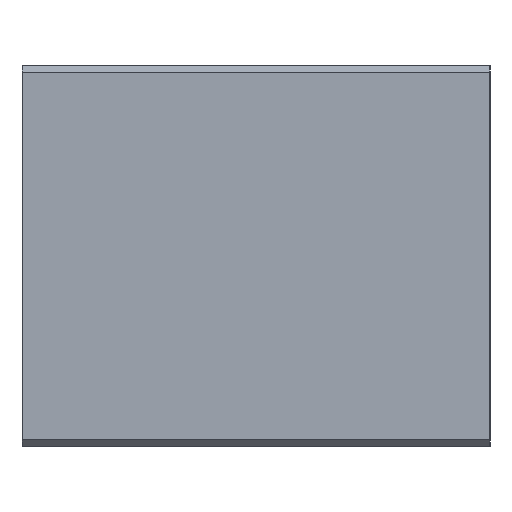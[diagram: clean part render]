
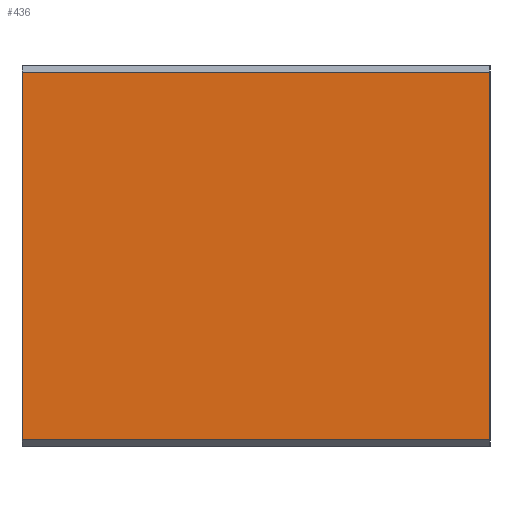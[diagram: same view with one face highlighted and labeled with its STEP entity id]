
A CAD part, left-side view. The second image highlights one B-rep face of the part: STEP entity #436.
In plain terms, the highlighted planar face has unit normal (-1, 0, 0).
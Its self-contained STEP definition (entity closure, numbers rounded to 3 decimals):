
#8 = EDGE_CURVE ( 'NONE', #282, #209, #13, .T. ) ;
#12 = CARTESIAN_POINT ( 'NONE',  ( -14., 14., 5.5 ) ) ;
#13 = LINE ( 'NONE', #535, #221 ) ;
#20 = DIRECTION ( 'NONE',  ( 0., 0., 1. ) ) ;
#35 = DIRECTION ( 'NONE',  ( 0., 0., -1. ) ) ;
#45 = ORIENTED_EDGE ( 'NONE', *, *, #8, .F. ) ;
#54 = VERTEX_POINT ( 'NONE', #146 ) ;
#56 = VECTOR ( 'NONE', #67, 1000. ) ;
#58 = VECTOR ( 'NONE', #59, 1000. ) ;
#59 = DIRECTION ( 'NONE',  ( 0., -1., 0. ) ) ;
#67 = DIRECTION ( 'NONE',  ( 0., 0., -1. ) ) ;
#113 = VECTOR ( 'NONE', #386, 1000. ) ;
#116 = CARTESIAN_POINT ( 'NONE',  ( -14., 14., 0. ) ) ;
#138 = LINE ( 'NONE', #501, #58 ) ;
#146 = CARTESIAN_POINT ( 'NONE',  ( -14., 14., -5.5 ) ) ;
#204 = CARTESIAN_POINT ( 'NONE',  ( -14., 0., -5.5 ) ) ;
#209 = VERTEX_POINT ( 'NONE', #204 ) ;
#221 = VECTOR ( 'NONE', #35, 1000. ) ;
#222 = ORIENTED_EDGE ( 'NONE', *, *, #558, .F. ) ;
#235 = LINE ( 'NONE', #563, #113 ) ;
#241 = FACE_OUTER_BOUND ( 'NONE', #497, .T. ) ;
#269 = CARTESIAN_POINT ( 'NONE',  ( -14., 14., 0. ) ) ;
#282 = VERTEX_POINT ( 'NONE', #496 ) ;
#341 = EDGE_CURVE ( 'NONE', #491, #54, #401, .T. ) ;
#368 = PLANE ( 'NONE',  #451 ) ;
#386 = DIRECTION ( 'NONE',  ( 0., 1., 0. ) ) ;
#389 = ORIENTED_EDGE ( 'NONE', *, *, #341, .T. ) ;
#401 = LINE ( 'NONE', #269, #56 ) ;
#431 = EDGE_CURVE ( 'NONE', #491, #282, #138, .T. ) ;
#436 = ADVANCED_FACE ( 'NONE', ( #241 ), #368, .F. ) ;
#451 = AXIS2_PLACEMENT_3D ( 'NONE', #116, #506, #20 ) ;
#491 = VERTEX_POINT ( 'NONE', #12 ) ;
#496 = CARTESIAN_POINT ( 'NONE',  ( -14., 0., 5.5 ) ) ;
#497 = EDGE_LOOP ( 'NONE', ( #389, #222, #45, #533 ) ) ;
#501 = CARTESIAN_POINT ( 'NONE',  ( -14., 14., 5.5 ) ) ;
#506 = DIRECTION ( 'NONE',  ( 1., 0., 0. ) ) ;
#533 = ORIENTED_EDGE ( 'NONE', *, *, #431, .F. ) ;
#535 = CARTESIAN_POINT ( 'NONE',  ( -14., 0., 0. ) ) ;
#558 = EDGE_CURVE ( 'NONE', #209, #54, #235, .T. ) ;
#563 = CARTESIAN_POINT ( 'NONE',  ( -14., 14., -5.5 ) ) ;
